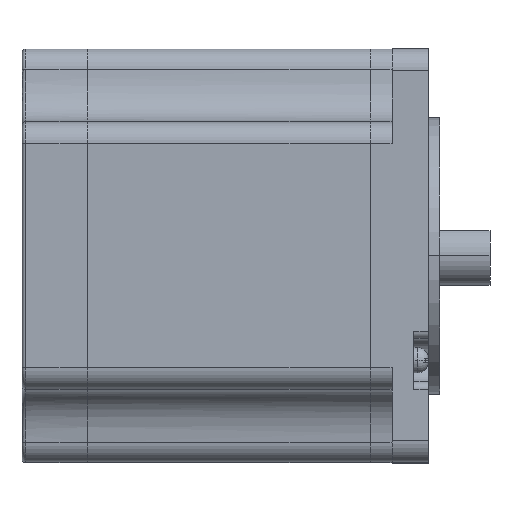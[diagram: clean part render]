
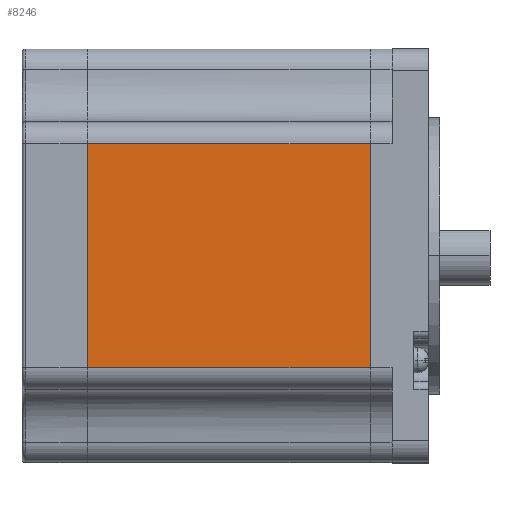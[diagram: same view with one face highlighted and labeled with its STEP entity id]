
A CAD part, top view. The second image highlights one B-rep face of the part: STEP entity #8246.
In plain terms, the highlighted planar face has unit normal (0, 0, 1).
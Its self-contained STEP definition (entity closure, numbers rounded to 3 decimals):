
#600 = DIRECTION ( 'NONE',  ( 0., 1., 0. ) ) ;
#736 = VERTEX_POINT ( 'NONE', #2214 ) ;
#866 = VECTOR ( 'NONE', #6372, 1000. ) ;
#1196 = ORIENTED_EDGE ( 'NONE', *, *, #2596, .T. ) ;
#1374 = CARTESIAN_POINT ( 'NONE',  ( 56., -28.5, 28.5 ) ) ;
#1512 = EDGE_CURVE ( 'NONE', #3102, #5547, #1766, .T. ) ;
#1634 = CARTESIAN_POINT ( 'NONE',  ( 56., -15.44, 28.5 ) ) ;
#1766 = LINE ( 'NONE', #8405, #866 ) ;
#2060 = DIRECTION ( 'NONE',  ( 0., -1., 0. ) ) ;
#2214 = CARTESIAN_POINT ( 'NONE',  ( 9., -15.44, 28.5 ) ) ;
#2548 = CARTESIAN_POINT ( 'NONE',  ( 9., 15.44, 28.5 ) ) ;
#2587 = ORIENTED_EDGE ( 'NONE', *, *, #8446, .F. ) ;
#2596 = EDGE_CURVE ( 'NONE', #736, #5598, #3715, .T. ) ;
#2604 = DIRECTION ( 'NONE',  ( 0., 0., -1. ) ) ;
#2635 = LINE ( 'NONE', #5271, #7909 ) ;
#3102 = VERTEX_POINT ( 'NONE', #7022 ) ;
#3715 = LINE ( 'NONE', #1634, #4170 ) ;
#4158 = EDGE_LOOP ( 'NONE', ( #2587, #5467, #6726, #1196 ) ) ;
#4170 = VECTOR ( 'NONE', #7014, 1000. ) ;
#4726 = EDGE_CURVE ( 'NONE', #736, #5547, #6569, .T. ) ;
#4762 = VECTOR ( 'NONE', #600, 1000. ) ;
#4796 = PLANE ( 'NONE',  #6374 ) ;
#5271 = CARTESIAN_POINT ( 'NONE',  ( 48., -28.5, 28.5 ) ) ;
#5467 = ORIENTED_EDGE ( 'NONE', *, *, #1512, .T. ) ;
#5547 = VERTEX_POINT ( 'NONE', #2548 ) ;
#5598 = VERTEX_POINT ( 'NONE', #7323 ) ;
#5970 = CARTESIAN_POINT ( 'NONE',  ( 9., -28.5, 28.5 ) ) ;
#6372 = DIRECTION ( 'NONE',  ( -1., 0., 0. ) ) ;
#6374 = AXIS2_PLACEMENT_3D ( 'NONE', #1374, #2604, #7289 ) ;
#6569 = LINE ( 'NONE', #5970, #4762 ) ;
#6630 = FACE_OUTER_BOUND ( 'NONE', #4158, .T. ) ;
#6726 = ORIENTED_EDGE ( 'NONE', *, *, #4726, .F. ) ;
#7014 = DIRECTION ( 'NONE',  ( 1., 0., 0. ) ) ;
#7022 = CARTESIAN_POINT ( 'NONE',  ( 48., 15.44, 28.5 ) ) ;
#7289 = DIRECTION ( 'NONE',  ( 0., 1., 0. ) ) ;
#7323 = CARTESIAN_POINT ( 'NONE',  ( 48., -15.44, 28.5 ) ) ;
#7909 = VECTOR ( 'NONE', #2060, 1000. ) ;
#8246 = ADVANCED_FACE ( 'NONE', ( #6630 ), #4796, .F. ) ;
#8405 = CARTESIAN_POINT ( 'NONE',  ( 56., 15.44, 28.5 ) ) ;
#8446 = EDGE_CURVE ( 'NONE', #3102, #5598, #2635, .T. ) ;
